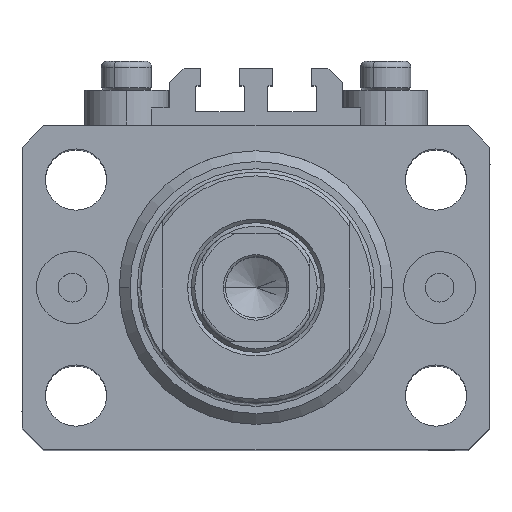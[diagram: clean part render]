
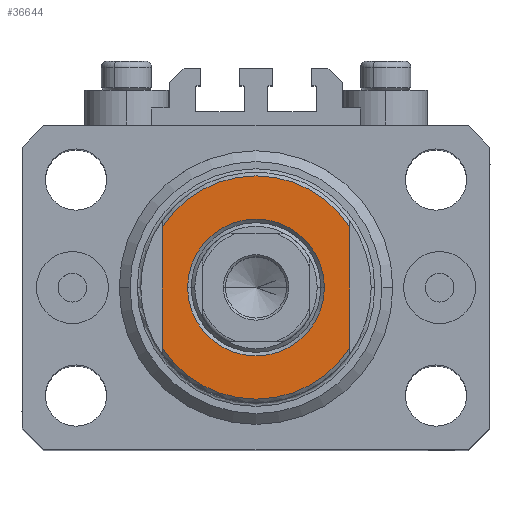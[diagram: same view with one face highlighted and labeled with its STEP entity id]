
A CAD part, top view. The second image highlights one B-rep face of the part: STEP entity #36644.
In plain terms, the highlighted face is planar.
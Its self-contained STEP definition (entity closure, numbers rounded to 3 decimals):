
#840 = DIRECTION ( 'NONE',  ( -1., 0., 0. ) ) ;
#1675 = VERTEX_POINT ( 'NONE', #5249 ) ;
#3595 = EDGE_CURVE ( 'NONE', #13638, #18036, #30609, .T. ) ;
#3695 = ORIENTED_EDGE ( 'NONE', *, *, #3595, .T. ) ;
#3952 = CARTESIAN_POINT ( 'NONE',  ( 0., 0., -6.5 ) ) ;
#4538 = VECTOR ( 'NONE', #17526, 1000. ) ;
#5249 = CARTESIAN_POINT ( 'NONE',  ( 9.5, 0., -6.5 ) ) ;
#5267 = ORIENTED_EDGE ( 'NONE', *, *, #39363, .T. ) ;
#6073 = FACE_OUTER_BOUND ( 'NONE', #38747, .T. ) ;
#6540 = DIRECTION ( 'NONE',  ( 0., 0., -1. ) ) ;
#8720 = DIRECTION ( 'NONE',  ( 0., -1., 0. ) ) ;
#10115 = CIRCLE ( 'NONE', #45966, 9.5 ) ;
#10117 = VERTEX_POINT ( 'NONE', #15429 ) ;
#10533 = CARTESIAN_POINT ( 'NONE',  ( -13., -8.441, -6.5 ) ) ;
#13638 = VERTEX_POINT ( 'NONE', #14291 ) ;
#14291 = CARTESIAN_POINT ( 'NONE',  ( -13., 8.441, -6.5 ) ) ;
#14732 = EDGE_LOOP ( 'NONE', ( #33896, #5267 ) ) ;
#15429 = CARTESIAN_POINT ( 'NONE',  ( 13., -8.441, -6.5 ) ) ;
#15696 = EDGE_CURVE ( 'NONE', #18036, #10117, #23237, .T. ) ;
#16510 = DIRECTION ( 'NONE',  ( -1., 0., 0. ) ) ;
#16993 = ORIENTED_EDGE ( 'NONE', *, *, #30162, .T. ) ;
#17526 = DIRECTION ( 'NONE',  ( 0., -1., 0. ) ) ;
#18036 = VERTEX_POINT ( 'NONE', #47226 ) ;
#18529 = CARTESIAN_POINT ( 'NONE',  ( 0., 0., -6.5 ) ) ;
#19798 = DIRECTION ( 'NONE',  ( -1., 0., 0. ) ) ;
#20601 = PLANE ( 'NONE',  #34519 ) ;
#21161 = ORIENTED_EDGE ( 'NONE', *, *, #23385, .F. ) ;
#21569 = ORIENTED_EDGE ( 'NONE', *, *, #15696, .T. ) ;
#23237 = LINE ( 'NONE', #41412, #25690 ) ;
#23385 = EDGE_CURVE ( 'NONE', #13638, #41338, #32345, .T. ) ;
#24633 = CIRCLE ( 'NONE', #36104, 9.5 ) ;
#25690 = VECTOR ( 'NONE', #8720, 1000. ) ;
#27252 = CARTESIAN_POINT ( 'NONE',  ( 0., 0., -6.5 ) ) ;
#27681 = DIRECTION ( 'NONE',  ( 0., 0., -1. ) ) ;
#28236 = CARTESIAN_POINT ( 'NONE',  ( 0., 0., -6.5 ) ) ;
#28569 = DIRECTION ( 'NONE',  ( -1., 0., 0. ) ) ;
#28700 = DIRECTION ( 'NONE',  ( -1., 0., 0. ) ) ;
#28741 = CARTESIAN_POINT ( 'NONE',  ( -13., -43.081, -6.5 ) ) ;
#30162 = EDGE_CURVE ( 'NONE', #10117, #41338, #40490, .T. ) ;
#30609 = CIRCLE ( 'NONE', #40481, 15.5 ) ;
#32345 = LINE ( 'NONE', #28741, #4538 ) ;
#32357 = CARTESIAN_POINT ( 'NONE',  ( -9.5, 0., -6.5 ) ) ;
#33294 = DIRECTION ( 'NONE',  ( 0., 0., -1. ) ) ;
#33714 = DIRECTION ( 'NONE',  ( 0., 0., 1. ) ) ;
#33896 = ORIENTED_EDGE ( 'NONE', *, *, #36919, .T. ) ;
#34519 = AXIS2_PLACEMENT_3D ( 'NONE', #28236, #6540, #28700 ) ;
#35189 = AXIS2_PLACEMENT_3D ( 'NONE', #3952, #33294, #840 ) ;
#36104 = AXIS2_PLACEMENT_3D ( 'NONE', #18529, #43368, #28569 ) ;
#36392 = VERTEX_POINT ( 'NONE', #32357 ) ;
#36644 = ADVANCED_FACE ( 'NONE', ( #46154, #6073 ), #20601, .T. ) ;
#36919 = EDGE_CURVE ( 'NONE', #36392, #1675, #10115, .T. ) ;
#38747 = EDGE_LOOP ( 'NONE', ( #3695, #21569, #16993, #21161 ) ) ;
#39363 = EDGE_CURVE ( 'NONE', #1675, #36392, #24633, .T. ) ;
#40481 = AXIS2_PLACEMENT_3D ( 'NONE', #41543, #27681, #19798 ) ;
#40490 = CIRCLE ( 'NONE', #35189, 15.5 ) ;
#41338 = VERTEX_POINT ( 'NONE', #10533 ) ;
#41412 = CARTESIAN_POINT ( 'NONE',  ( 13., -43.081, -6.5 ) ) ;
#41543 = CARTESIAN_POINT ( 'NONE',  ( 0., 0., -6.5 ) ) ;
#43368 = DIRECTION ( 'NONE',  ( 0., 0., 1. ) ) ;
#45966 = AXIS2_PLACEMENT_3D ( 'NONE', #27252, #33714, #16510 ) ;
#46154 = FACE_BOUND ( 'NONE', #14732, .T. ) ;
#47226 = CARTESIAN_POINT ( 'NONE',  ( 13., 8.441, -6.5 ) ) ;
